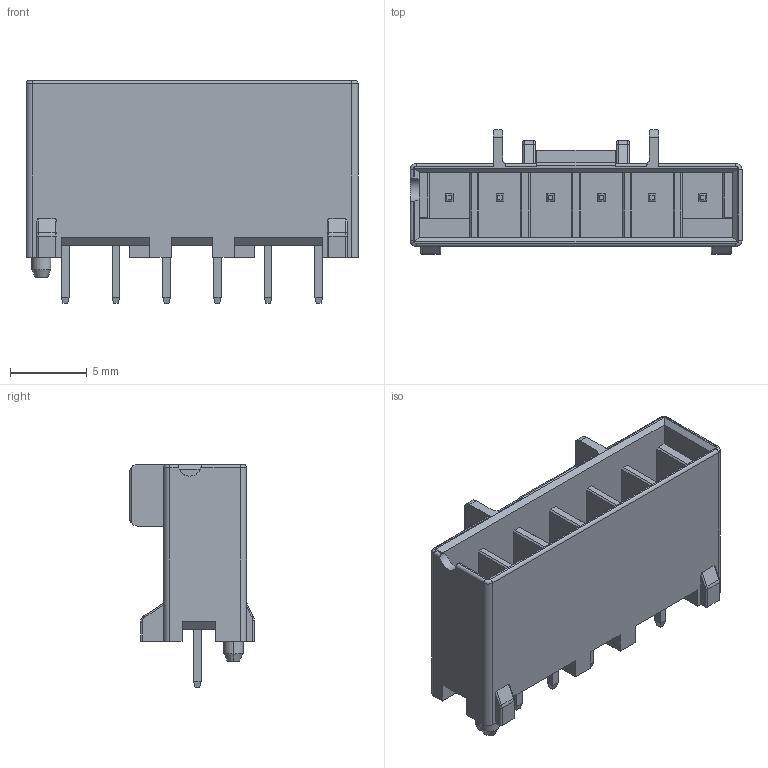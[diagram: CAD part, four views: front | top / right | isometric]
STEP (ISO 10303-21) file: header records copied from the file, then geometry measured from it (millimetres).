
FILE_DESCRIPTION(('Creo Elements/Direct Modeling STEP Export'),'2;1');
FILE_NAME('DF33C-6P-3.3DSA.stp','2015-12-21T13:15:15',(''),(''),'Creo Elements/Direct Modeling STEP processor for AP214 (Solid Model)','Creo Elements/Direct Modeling 18.1E 22-Nov-2013 (C) Parametric Technology GmbH','');
FILE_SCHEMA(('AUTOMOTIVE_DESIGN { 1 0 10303 214 1 1 1 1 }'));
Length unit declared in the file: millimetre
Products named in the file (1): DF33C-6P-3.3DSA
Bounding box: 21.6 x 8.1 x 14.5 mm (x, y, z)
Volume: 634.3 mm3; surface area: 1691.1 mm2
Topology: 1 solids, 1 shells, 292 faces, 739 edges, 462 vertices
Faces by surface type: plane 232, cylinder 44, torus 12, cone 4
Entity records: 8598 total; most frequent: CARTESIAN_POINT 1581, ORIENTED_EDGE 1478, DIRECTION 1383, EDGE_CURVE 739, VECTOR 631, LINE 631, VERTEX_POINT 462, AXIS2_PLACEMENT_3D 376
